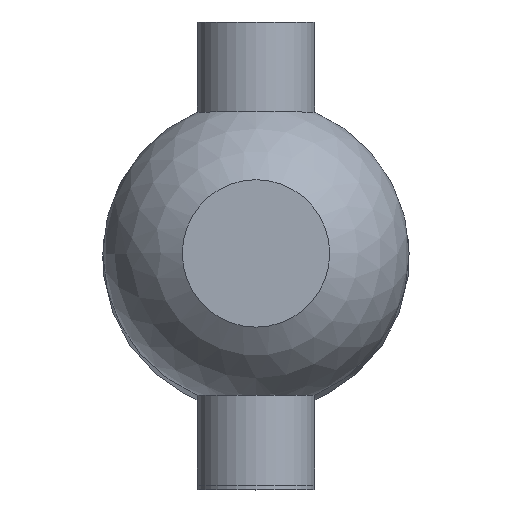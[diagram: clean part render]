
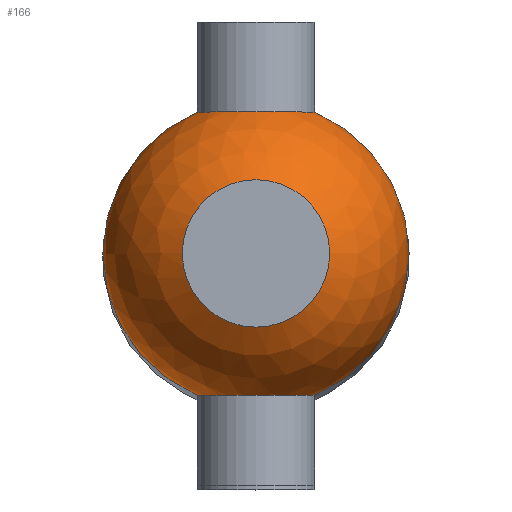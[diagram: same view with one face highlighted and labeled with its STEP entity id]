
A CAD part, top view. The second image highlights one B-rep face of the part: STEP entity #166.
In plain terms, the highlighted spherical face has radius 2.6 mm.
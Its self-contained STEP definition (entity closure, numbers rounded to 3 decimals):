
#17=FACE_BOUND('',#54,.T.);
#18=FACE_BOUND('',#55,.T.);
#20=SPHERICAL_SURFACE('',#205,2.6);
#38=FACE_OUTER_BOUND('',#53,.T.);
#53=EDGE_LOOP('',(#143,#144,#145,#146));
#54=EDGE_LOOP('',(#147));
#55=EDGE_LOOP('',(#148));
#71=CIRCLE('',#191,1.);
#74=CIRCLE('',#195,1.);
#78=CIRCLE('',#204,1.5);
#79=CIRCLE('',#206,1.25);
#80=CIRCLE('',#207,2.6);
#85=VERTEX_POINT('',#286);
#88=VERTEX_POINT('',#294);
#91=VERTEX_POINT('',#307);
#92=VERTEX_POINT('',#311);
#99=EDGE_CURVE('',#85,#85,#71,.T.);
#104=EDGE_CURVE('',#88,#88,#74,.T.);
#108=EDGE_CURVE('',#91,#91,#78,.T.);
#110=EDGE_CURVE('',#92,#92,#79,.T.);
#111=EDGE_CURVE('',#92,#91,#80,.T.);
#143=ORIENTED_EDGE('',*,*,#110,.F.);
#144=ORIENTED_EDGE('',*,*,#111,.T.);
#145=ORIENTED_EDGE('',*,*,#108,.T.);
#146=ORIENTED_EDGE('',*,*,#111,.F.);
#147=ORIENTED_EDGE('',*,*,#104,.T.);
#148=ORIENTED_EDGE('',*,*,#99,.T.);
#166=ADVANCED_FACE('',(#38,#17,#18),#20,.T.);
#191=AXIS2_PLACEMENT_3D('',#287,#231,#232);
#195=AXIS2_PLACEMENT_3D('',#296,#241,#242);
#204=AXIS2_PLACEMENT_3D('',#308,#259,#260);
#205=AXIS2_PLACEMENT_3D('',#310,#262,#263);
#206=AXIS2_PLACEMENT_3D('',#312,#264,#265);
#207=AXIS2_PLACEMENT_3D('',#313,#266,#267);
#231=DIRECTION('center_axis',(0.,1.,0.));
#232=DIRECTION('ref_axis',(1.,0.,0.));
#241=DIRECTION('center_axis',(0.,-1.,0.));
#242=DIRECTION('ref_axis',(1.,0.,0.));
#259=DIRECTION('center_axis',(0.,0.,1.));
#260=DIRECTION('ref_axis',(1.,0.,0.));
#262=DIRECTION('center_axis',(0.,0.,1.));
#263=DIRECTION('ref_axis',(1.,0.,0.));
#264=DIRECTION('center_axis',(0.,0.,1.));
#265=DIRECTION('ref_axis',(1.,0.,0.));
#266=DIRECTION('center_axis',(0.,-1.,0.));
#267=DIRECTION('ref_axis',(-1.,0.,0.));
#286=CARTESIAN_POINT('',(-1.,-2.4,22.895));
#287=CARTESIAN_POINT('Origin',(0.,-2.4,
22.895));
#294=CARTESIAN_POINT('',(-1.,2.4,22.895));
#296=CARTESIAN_POINT('Origin',(0.,2.4,22.895));
#307=CARTESIAN_POINT('',(-1.5,0.,20.772));
#308=CARTESIAN_POINT('Origin',(0.,0.,20.772));
#310=CARTESIAN_POINT('Origin',(0.,0.,22.895));
#311=CARTESIAN_POINT('',(-1.25,0.,25.175));
#312=CARTESIAN_POINT('Origin',(0.,0.,25.175));
#313=CARTESIAN_POINT('Origin',(0.,0.,22.895));
